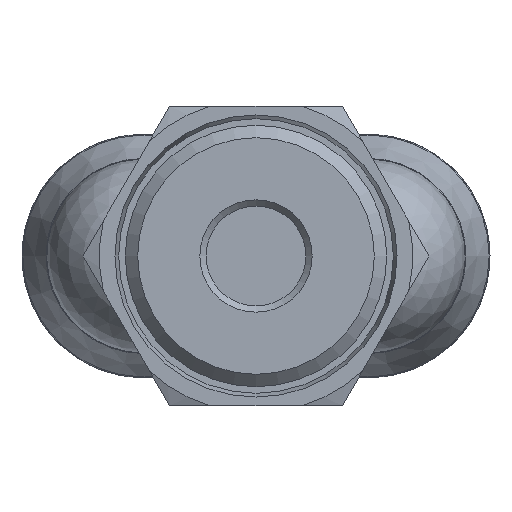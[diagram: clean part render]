
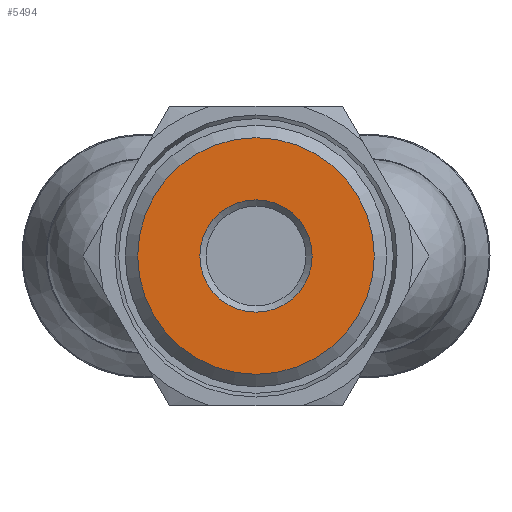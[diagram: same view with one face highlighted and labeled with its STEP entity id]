
A CAD part, front view. The second image highlights one B-rep face of the part: STEP entity #5494.
In plain terms, the highlighted face is planar.
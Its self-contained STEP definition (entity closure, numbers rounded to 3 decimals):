
#5463=CARTESIAN_POINT('',(-30.8,0.,-4.5));
#5464=VERTEX_POINT('',#5463);
#5465=CARTESIAN_POINT('',(-30.8,0.,0.0));
#5466=DIRECTION('',(-1.0,0.0,0.0));
#5467=DIRECTION('',(0.0,0.0,1.0));
#5468=AXIS2_PLACEMENT_3D('',#5465,#5466,#5467);
#5469=CIRCLE('',#5468,4.5);
#5470=EDGE_CURVE('',#5464,#5464,#5469,.T.);
#5475=CARTESIAN_POINT('',(-30.8,5.239,0.0));
#5476=DIRECTION('',(-1.0,0.0,0.0));
#5477=DIRECTION('',(0.0,0.0,1.0));
#5478=AXIS2_PLACEMENT_3D('',#5475,#5476,#5477);
#5479=PLANE('',#5478);
#5480=CARTESIAN_POINT('',(-30.8,9.477,0.));
#5481=VERTEX_POINT('',#5480);
#5482=CARTESIAN_POINT('',(-30.8,0.,0.0));
#5483=DIRECTION('',(1.0,0.0,0.0));
#5484=DIRECTION('',(0.0,-1.0,0.0));
#5485=AXIS2_PLACEMENT_3D('',#5482,#5483,#5484);
#5486=CIRCLE('',#5485,9.477);
#5487=EDGE_CURVE('',#5481,#5481,#5486,.T.);
#5488=ORIENTED_EDGE('',*,*,#5487,.F.);
#5489=EDGE_LOOP('',(#5488));
#5490=FACE_OUTER_BOUND('',#5489,.T.);
#5491=ORIENTED_EDGE('',*,*,#5470,.F.);
#5492=EDGE_LOOP('',(#5491));
#5493=FACE_BOUND('',#5492,.T.);
#5494=ADVANCED_FACE('',(#5490,#5493),#5479,.T.);
